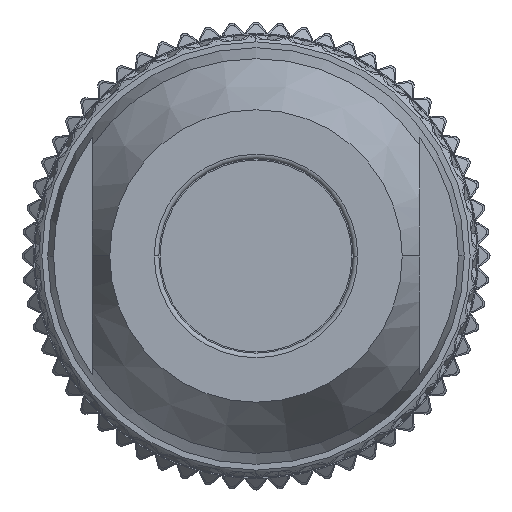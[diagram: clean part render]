
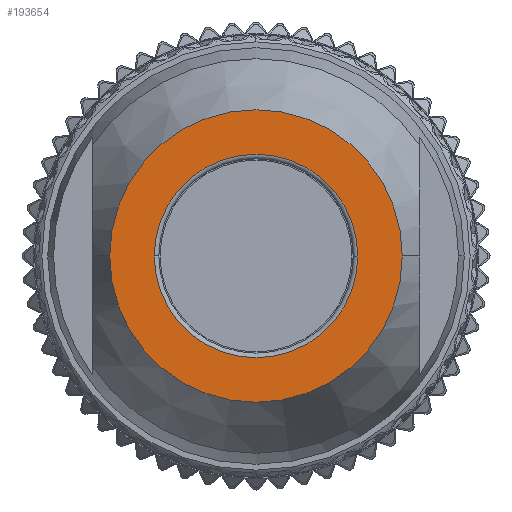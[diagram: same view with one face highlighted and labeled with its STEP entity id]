
A CAD part, front view. The second image highlights one B-rep face of the part: STEP entity #193654.
In plain terms, the highlighted planar face has unit normal (0, -1, 0).
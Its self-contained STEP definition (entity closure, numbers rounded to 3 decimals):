
#70124=CARTESIAN_POINT('',(0.,-50.55,0.));
#70125=DIRECTION('',(0.,-1.,0.));
#70126=DIRECTION('',(-1.,0.,0.));
#70127=AXIS2_PLACEMENT_3D('',#70124,#70125,#70126);
#70129=CARTESIAN_POINT('',(0.,-50.55,0.));
#70130=DIRECTION('',(0.,1.,0.));
#70131=DIRECTION('',(-1.,0.,0.));
#70132=AXIS2_PLACEMENT_3D('',#70129,#70130,#70131);
#70134=CARTESIAN_POINT('',(0.,-50.55,0.));
#70135=DIRECTION('',(0.,-1.,0.));
#70136=DIRECTION('',(1.,0.,0.));
#70137=AXIS2_PLACEMENT_3D('',#70134,#70135,#70136);
#70139=CARTESIAN_POINT('',(0.,-50.55,0.));
#70140=DIRECTION('',(0.,-1.,0.));
#70141=DIRECTION('',(-1.,0.,0.));
#70142=AXIS2_PLACEMENT_3D('',#70139,#70140,#70141);
#72269=CARTESIAN_POINT('',(-6.25,-50.55,0.));
#72270=CARTESIAN_POINT('',(6.25,-50.55,0.));
#72271=VERTEX_POINT('',#72269);
#72272=VERTEX_POINT('',#72270);
#72311=CARTESIAN_POINT('',(4.35,-50.55,0.));
#72312=CARTESIAN_POINT('',(-4.35,-50.55,0.));
#72313=VERTEX_POINT('',#72311);
#72314=VERTEX_POINT('',#72312);
#193639=CARTESIAN_POINT('',(0.,-50.55,0.));
#193640=DIRECTION('',(0.,-1.,0.));
#193641=DIRECTION('',(-1.,0.,0.));
#193642=AXIS2_PLACEMENT_3D('',#193639,#193640,#193641);
#193643=PLANE('',#193642);
#193644=ORIENTED_EDGE('',*,*,#193591,.F.);
#193645=ORIENTED_EDGE('',*,*,#193631,.T.);
#193646=EDGE_LOOP('',(#193644,#193645));
#193647=FACE_OUTER_BOUND('',#193646,.F.);
#193649=ORIENTED_EDGE('',*,*,#193648,.T.);
#193651=ORIENTED_EDGE('',*,*,#193650,.T.);
#193652=EDGE_LOOP('',(#193649,#193651));
#193653=FACE_BOUND('',#193652,.F.);
#193654=ADVANCED_FACE('',(#193647,#193653),#193643,.T.);
#70128=CIRCLE('',#70127,6.25);
#70133=CIRCLE('',#70132,6.25);
#70138=CIRCLE('',#70137,4.35);
#70143=CIRCLE('',#70142,4.35);
#193591=EDGE_CURVE('',#72271,#72272,#70128,.T.);
#193631=EDGE_CURVE('',#72271,#72272,#70133,.T.);
#193648=EDGE_CURVE('',#72313,#72314,#70138,.T.);
#193650=EDGE_CURVE('',#72314,#72313,#70143,.T.);
